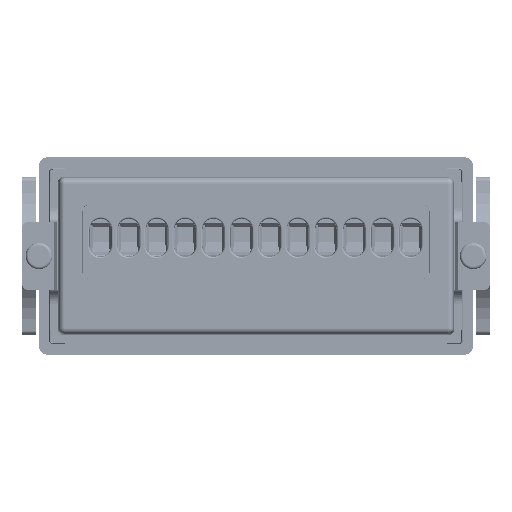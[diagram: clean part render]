
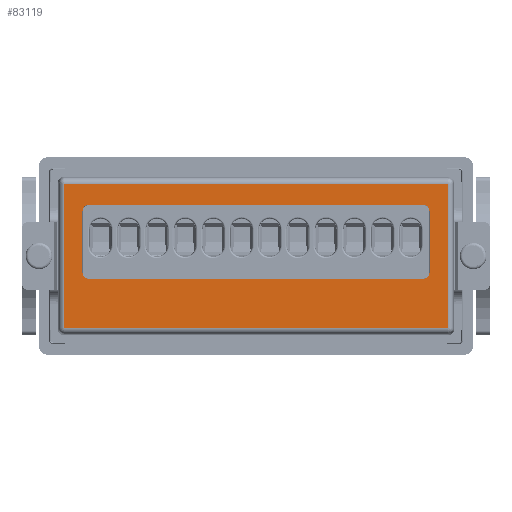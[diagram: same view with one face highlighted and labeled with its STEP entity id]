
A CAD part, front view. The second image highlights one B-rep face of the part: STEP entity #83119.
In plain terms, the highlighted planar face has unit normal (0, -1, 0).
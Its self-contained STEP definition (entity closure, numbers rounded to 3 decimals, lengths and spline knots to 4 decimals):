
#523=FACE_BOUND('',#25325,.T.);
#2301=ELLIPSE('',#88199,0.0395,0.0394);
#2302=ELLIPSE('',#88200,0.0395,0.0394);
#2303=ELLIPSE('',#88201,0.0395,0.0394);
#2304=ELLIPSE('',#88202,0.0395,0.0394);
#3622=LINE('',#134374,#11633);
#3623=LINE('',#134376,#11634);
#3624=LINE('',#134378,#11635);
#3625=LINE('',#134379,#11636);
#3626=LINE('',#134382,#11637);
#3627=LINE('',#134386,#11638);
#3628=LINE('',#134390,#11639);
#3629=LINE('',#134394,#11640);
#11633=VECTOR('',#97186,1.0108);
#11634=VECTOR('',#97187,2.6761);
#11635=VECTOR('',#97188,1.0108);
#11636=VECTOR('',#97189,2.6761);
#11637=VECTOR('',#97190,2.3443);
#11638=VECTOR('',#97193,0.4348);
#11639=VECTOR('',#97196,2.3443);
#11640=VECTOR('',#97199,0.4348);
#20586=FACE_OUTER_BOUND('',#25324,.T.);
#25324=EDGE_LOOP('',(#54627,#54628,#54629,#54630));
#25325=EDGE_LOOP('',(#54631,#54632,#54633,#54634,#54635,#54636,#54637,#54638));
#33986=VERTEX_POINT('',#134372);
#33987=VERTEX_POINT('',#134373);
#33988=VERTEX_POINT('',#134375);
#33989=VERTEX_POINT('',#134377);
#33990=VERTEX_POINT('',#134380);
#33991=VERTEX_POINT('',#134381);
#33992=VERTEX_POINT('',#134383);
#33993=VERTEX_POINT('',#134385);
#33994=VERTEX_POINT('',#134387);
#33995=VERTEX_POINT('',#134389);
#33996=VERTEX_POINT('',#134391);
#33997=VERTEX_POINT('',#134393);
#41885=EDGE_CURVE('',#33986,#33987,#3622,.T.);
#41886=EDGE_CURVE('',#33987,#33988,#3623,.T.);
#41887=EDGE_CURVE('',#33988,#33989,#3624,.T.);
#41888=EDGE_CURVE('',#33989,#33986,#3625,.T.);
#41889=EDGE_CURVE('',#33990,#33991,#3626,.T.);
#41890=EDGE_CURVE('',#33990,#33992,#2301,.T.);
#41891=EDGE_CURVE('',#33993,#33992,#3627,.T.);
#41892=EDGE_CURVE('',#33993,#33994,#2302,.T.);
#41893=EDGE_CURVE('',#33995,#33994,#3628,.T.);
#41894=EDGE_CURVE('',#33995,#33996,#2303,.T.);
#41895=EDGE_CURVE('',#33997,#33996,#3629,.T.);
#41896=EDGE_CURVE('',#33997,#33991,#2304,.T.);
#54627=ORIENTED_EDGE('',*,*,#41885,.T.);
#54628=ORIENTED_EDGE('',*,*,#41886,.T.);
#54629=ORIENTED_EDGE('',*,*,#41887,.T.);
#54630=ORIENTED_EDGE('',*,*,#41888,.T.);
#54631=ORIENTED_EDGE('',*,*,#41889,.F.);
#54632=ORIENTED_EDGE('',*,*,#41890,.T.);
#54633=ORIENTED_EDGE('',*,*,#41891,.F.);
#54634=ORIENTED_EDGE('',*,*,#41892,.T.);
#54635=ORIENTED_EDGE('',*,*,#41893,.F.);
#54636=ORIENTED_EDGE('',*,*,#41894,.T.);
#54637=ORIENTED_EDGE('',*,*,#41895,.F.);
#54638=ORIENTED_EDGE('',*,*,#41896,.T.);
#75374=PLANE('',#88198);
#83119=ADVANCED_FACE('',(#20586,#523),#75374,.T.);
#88198=AXIS2_PLACEMENT_3D('',#134371,#97184,#97185);
#88199=AXIS2_PLACEMENT_3D('',#134384,#97191,#97192);
#88200=AXIS2_PLACEMENT_3D('',#134388,#97194,#97195);
#88201=AXIS2_PLACEMENT_3D('',#134392,#97197,#97198);
#88202=AXIS2_PLACEMENT_3D('',#134395,#97200,#97201);
#97184=DIRECTION('center_axis',(0.,-1.,0.));
#97185=DIRECTION('ref_axis',(1.,0.,0.));
#97186=DIRECTION('',(0.,0.,1.));
#97187=DIRECTION('',(-1.,0.,0.));
#97188=DIRECTION('',(0.,0.,-1.));
#97189=DIRECTION('',(1.,0.,0.));
#97190=DIRECTION('',(-1.,0.,0.));
#97191=DIRECTION('center_axis',(0.,1.,0.));
#97192=DIRECTION('ref_axis',(0.707,0.,0.707));
#97193=DIRECTION('',(0.,0.,1.));
#97194=DIRECTION('center_axis',(0.,1.,0.));
#97195=DIRECTION('ref_axis',(0.707,0.,-0.707));
#97196=DIRECTION('',(1.,0.,0.));
#97197=DIRECTION('center_axis',(0.,1.,0.));
#97198=DIRECTION('ref_axis',(-0.707,0.,-0.707));
#97199=DIRECTION('',(0.,0.,-1.));
#97200=DIRECTION('center_axis',(0.,1.,0.));
#97201=DIRECTION('ref_axis',(-0.707,0.,0.707));
#134371=CARTESIAN_POINT('Origin',(0.,-2.1181,0.));
#134372=CARTESIAN_POINT('',(1.3381,-2.1181,-0.5054));
#134373=CARTESIAN_POINT('',(1.3381,-2.1181,0.5054));
#134374=CARTESIAN_POINT('',(1.3381,-2.1181,-0.5054));
#134375=CARTESIAN_POINT('',(-1.3381,-2.1181,0.5054));
#134376=CARTESIAN_POINT('',(1.3381,-2.1181,0.5054));
#134377=CARTESIAN_POINT('',(-1.3381,-2.1181,-0.5054));
#134378=CARTESIAN_POINT('',(-1.3381,-2.1181,0.5054));
#134379=CARTESIAN_POINT('',(-1.3381,-2.1181,-0.5054));
#134380=CARTESIAN_POINT('',(1.1721,-2.1181,0.3552));
#134381=CARTESIAN_POINT('',(-1.1721,-2.1181,0.3552));
#134382=CARTESIAN_POINT('',(1.1721,-2.1181,0.3552));
#134383=CARTESIAN_POINT('',(1.2115,-2.1181,0.3158));
#134384=CARTESIAN_POINT('Origin',(1.172,-2.1181,0.3157));
#134385=CARTESIAN_POINT('',(1.2115,-2.1181,-0.119));
#134386=CARTESIAN_POINT('',(1.2115,-2.1181,-0.119));
#134387=CARTESIAN_POINT('',(1.1721,-2.1181,-0.1583));
#134388=CARTESIAN_POINT('Origin',(1.172,-2.1181,-0.1189));
#134389=CARTESIAN_POINT('',(-1.1721,-2.1181,-0.1583));
#134390=CARTESIAN_POINT('',(-1.1721,-2.1181,-0.1583));
#134391=CARTESIAN_POINT('',(-1.2115,-2.1181,-0.119));
#134392=CARTESIAN_POINT('Origin',(-1.172,-2.1181,-0.1189));
#134393=CARTESIAN_POINT('',(-1.2115,-2.1181,0.3158));
#134394=CARTESIAN_POINT('',(-1.2115,-2.1181,0.3158));
#134395=CARTESIAN_POINT('Origin',(-1.172,-2.1181,0.3157));
